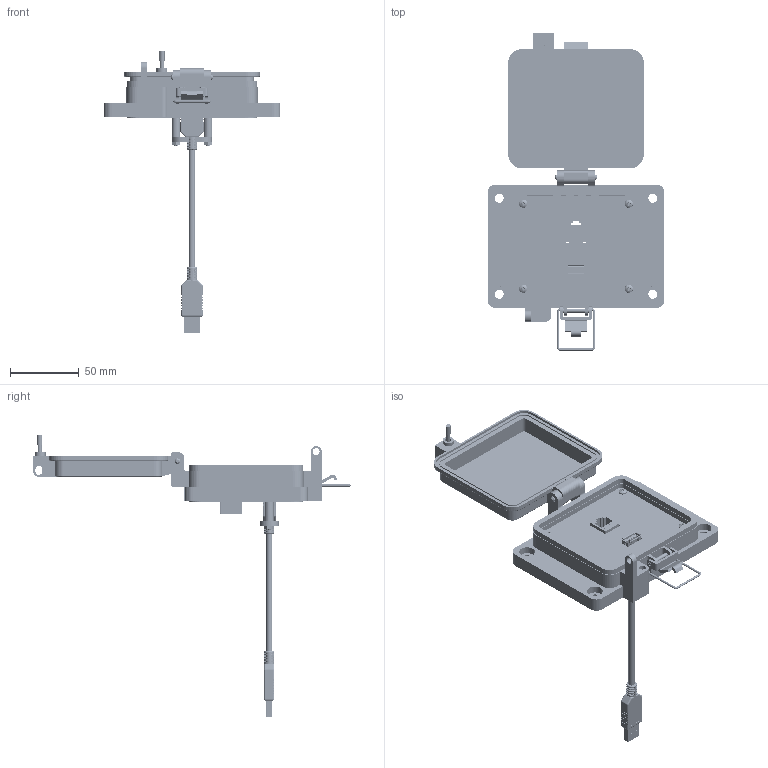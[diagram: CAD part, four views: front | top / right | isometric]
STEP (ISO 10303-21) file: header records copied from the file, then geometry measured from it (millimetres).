
FILE_DESCRIPTION (( 'STEP AP203' ), '1' );
FILE_NAME ('P-P11R2-K2RX_3D.STEP', '2021-07-12T21:02:25', ( '' ), ( '' ), 'SwSTEP 2.0', 'SolidWorks 2019', '' );
FILE_SCHEMA (( 'CONFIG_CONTROL_DESIGN' ));
Length unit declared in the file: millimetre
Products named in the file (16): Z-H-K2_B; P-P11R2-K2RX_FP060_1; P-P11R2-K2RX_3D; Z-300-RJ45CAT5; Z-000-440112FH_90273A119; P-P11R2-K2RX_BP180_1; 92005A124_METRIC PAN HEAD PHILLIPS MACHINE SCREW_92005A124; P11; -K2; P-P11R2-K2RX_TP120_1; R2; Z-002-4401_4HN_90675A005; P-P11R2-K2RX_TP060_1; Z-020-3047; Z-000-4243316TFP; Z-001-SPR_1-1_4
Assembly tree (23 placements, depth 3):
  P-P11R2-K2RX_3D
    P-P11R2-K2RX_BP180_1
    P-P11R2-K2RX_TP060_1
    Z-000-4243316TFP  x3
    P11
      Z-020-3047
    P-P11R2-K2RX_TP120_1
    Z-000-440112FH_90273A119  x2
    Z-001-SPR_1-1_4  x2
    Z-002-4401_4HN_90675A005  x2
    P-P11R2-K2RX_FP060_1
    R2
      Z-300-RJ45CAT5
    -K2
      Z-H-K2_B
    92005A124_METRIC PAN HEAD PHILLIPS MACHINE SCREW_92005A124  x4
Bounding box: 129 x 231.28 x 205.62 mm (x, y, z)
Volume: 179889.6 mm3; surface area: 119896.4 mm2
Topology: 38 solids, 38 shells, 3494 faces, 9894 edges, 6504 vertices
Faces by surface type: cylinder 1646, plane 1325, bspline 330, cone 153, torus 32, sphere 8
Entity records: 96349 total; most frequent: CARTESIAN_POINT 33428, ORIENTED_EDGE 13844, DIRECTION 11411, EDGE_CURVE 6922, VERTEX_POINT 4557, VECTOR 4039, LINE 4039, AXIS2_PLACEMENT_3D 3686
